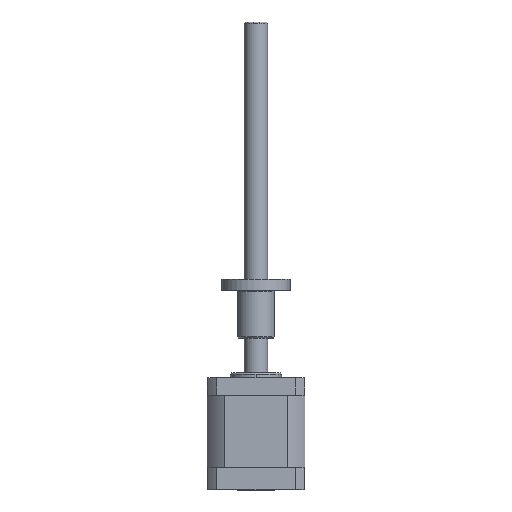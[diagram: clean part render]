
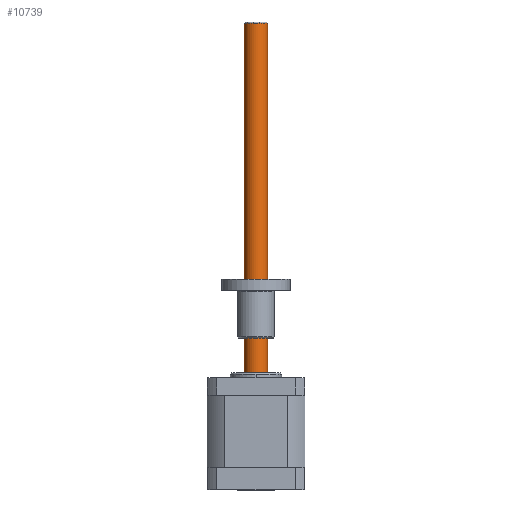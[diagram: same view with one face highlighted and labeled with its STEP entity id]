
A CAD part, top view. The second image highlights one B-rep face of the part: STEP entity #10739.
In plain terms, the highlighted cylindrical face has radius 5 mm (diameter 10 mm), a partial arc.
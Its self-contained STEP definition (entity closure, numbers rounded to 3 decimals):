
#458 = CARTESIAN_POINT ( 'NONE',  ( 5., 0., 199. ) ) ;
#580 = LINE ( 'NONE', #458, #9533 ) ;
#727 = CYLINDRICAL_SURFACE ( 'NONE', #6190, 5. ) ;
#802 = LINE ( 'NONE', #7875, #1082 ) ;
#977 = DIRECTION ( 'NONE',  ( 0., 0., -1. ) ) ;
#1082 = VECTOR ( 'NONE', #8710, 1000. ) ;
#1267 = AXIS2_PLACEMENT_3D ( 'NONE', #9729, #4548, #10593 ) ;
#1316 = CIRCLE ( 'NONE', #1267, 5. ) ;
#1684 = VERTEX_POINT ( 'NONE', #6689 ) ;
#2860 = CARTESIAN_POINT ( 'NONE',  ( 5., 0., 48. ) ) ;
#3492 = VERTEX_POINT ( 'NONE', #8634 ) ;
#3533 = AXIS2_PLACEMENT_3D ( 'NONE', #4397, #10443, #5272 ) ;
#3639 = EDGE_CURVE ( 'NONE', #9079, #3492, #1316, .T. ) ;
#4397 = CARTESIAN_POINT ( 'NONE',  ( 0., 0., 48. ) ) ;
#4548 = DIRECTION ( 'NONE',  ( 0., 0., -1. ) ) ;
#5272 = DIRECTION ( 'NONE',  ( -1., 0., 0. ) ) ;
#5329 = EDGE_CURVE ( 'NONE', #9079, #6215, #580, .T. ) ;
#5489 = CARTESIAN_POINT ( 'NONE',  ( 5., 0., 198.5 ) ) ;
#5616 = FACE_OUTER_BOUND ( 'NONE', #6882, .T. ) ;
#5693 = CIRCLE ( 'NONE', #3533, 5. ) ;
#5760 = ORIENTED_EDGE ( 'NONE', *, *, #6717, .T. ) ;
#6165 = CARTESIAN_POINT ( 'NONE',  ( 0., 0., 199. ) ) ;
#6190 = AXIS2_PLACEMENT_3D ( 'NONE', #6165, #977, #8777 ) ;
#6215 = VERTEX_POINT ( 'NONE', #2860 ) ;
#6684 = EDGE_CURVE ( 'NONE', #6215, #1684, #5693, .T. ) ;
#6689 = CARTESIAN_POINT ( 'NONE',  ( -5., 0., 48. ) ) ;
#6717 = EDGE_CURVE ( 'NONE', #3492, #1684, #802, .T. ) ;
#6882 = EDGE_LOOP ( 'NONE', ( #11040, #9556, #5760, #10398 ) ) ;
#7875 = CARTESIAN_POINT ( 'NONE',  ( -5., 0., 199. ) ) ;
#8634 = CARTESIAN_POINT ( 'NONE',  ( -5., 0., 198.5 ) ) ;
#8710 = DIRECTION ( 'NONE',  ( 0., 0., -1. ) ) ;
#8777 = DIRECTION ( 'NONE',  ( -1., 0., 0. ) ) ;
#9079 = VERTEX_POINT ( 'NONE', #5489 ) ;
#9533 = VECTOR ( 'NONE', #9999, 1000. ) ;
#9556 = ORIENTED_EDGE ( 'NONE', *, *, #3639, .T. ) ;
#9729 = CARTESIAN_POINT ( 'NONE',  ( 0., 0., 198.5 ) ) ;
#9999 = DIRECTION ( 'NONE',  ( 0., 0., -1. ) ) ;
#10398 = ORIENTED_EDGE ( 'NONE', *, *, #6684, .F. ) ;
#10443 = DIRECTION ( 'NONE',  ( 0., 0., -1. ) ) ;
#10593 = DIRECTION ( 'NONE',  ( 1., 0., 0. ) ) ;
#10739 = ADVANCED_FACE ( 'NONE', ( #5616 ), #727, .T. ) ;
#11040 = ORIENTED_EDGE ( 'NONE', *, *, #5329, .F. ) ;
